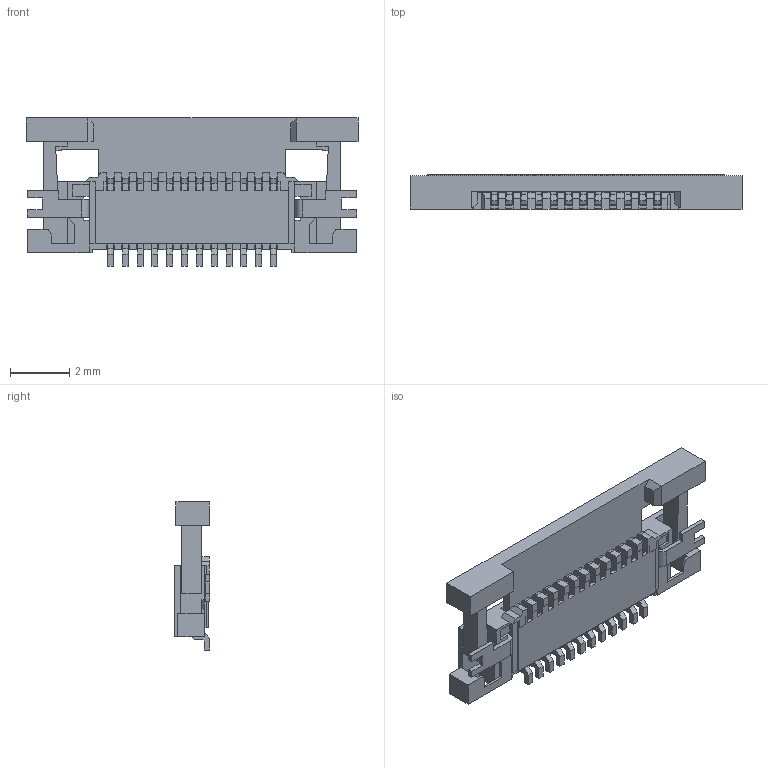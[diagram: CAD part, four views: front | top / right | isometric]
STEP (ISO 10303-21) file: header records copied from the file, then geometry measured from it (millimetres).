
FILE_DESCRIPTION((''),'2;1');
FILE_NAME('545481271','2015-07-24T',('me'),(''),'PRO/ENGINEER BY PARAMETRIC TECHNOLOGY CORPORATION, 2011490','PRO/ENGINEER BY PARAMETRIC TECHNOLOGY CORPORATION, 2011490','');
FILE_SCHEMA(('CONFIG_CONTROL_DESIGN'));
Length unit declared in the file: millimetre
Products named in the file (1): 545481271
Bounding box: 11.2 x 1.2 x 5 mm (x, y, z)
Volume: 28.7 mm3; surface area: 270.8 mm2
Topology: 1 solids, 1 shells, 801 faces, 2514 edges, 1686 vertices
Faces by surface type: plane 710, cylinder 91
Entity records: 27458 total; most frequent: CARTESIAN_POINT 4953, ORIENTED_EDGE 4910, DIRECTION 4294, EDGE_CURVE 2455, VECTOR 2330, LINE 2330, VERTEX_POINT 1624, AXIS2_PLACEMENT_3D 982
